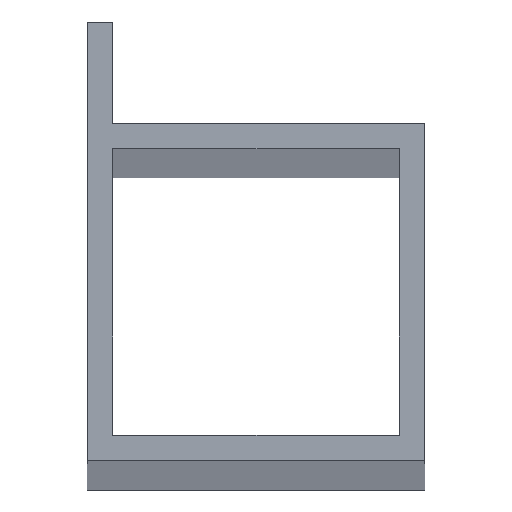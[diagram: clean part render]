
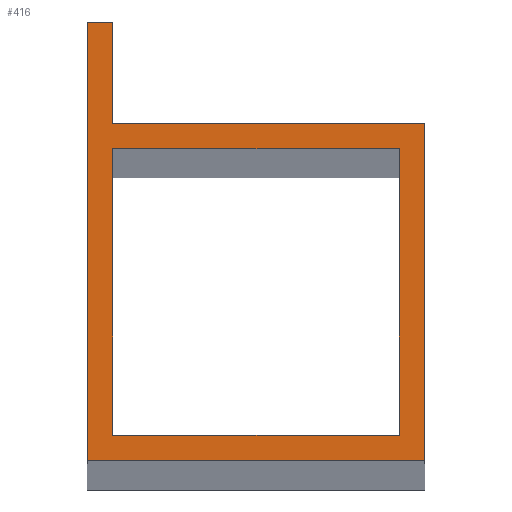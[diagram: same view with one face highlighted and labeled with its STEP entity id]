
A CAD part, top view. The second image highlights one B-rep face of the part: STEP entity #416.
In plain terms, the highlighted planar face has unit normal (0, 0, 1).
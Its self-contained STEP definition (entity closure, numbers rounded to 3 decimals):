
#6 = VECTOR ( 'NONE', #172, 1000. ) ;
#11 = VERTEX_POINT ( 'NONE', #354 ) ;
#12 = DIRECTION ( 'NONE',  ( 0., 1., 0. ) ) ;
#24 = EDGE_CURVE ( 'NONE', #11, #246, #254, .T. ) ;
#30 = ORIENTED_EDGE ( 'NONE', *, *, #35, .T. ) ;
#32 = VECTOR ( 'NONE', #389, 1000. ) ;
#35 = EDGE_CURVE ( 'NONE', #246, #369, #183, .T. ) ;
#41 = VERTEX_POINT ( 'NONE', #53 ) ;
#49 = VERTEX_POINT ( 'NONE', #120 ) ;
#51 = ORIENTED_EDGE ( 'NONE', *, *, #404, .F. ) ;
#53 = CARTESIAN_POINT ( 'NONE',  ( -10., -10., 500. ) ) ;
#56 = CARTESIAN_POINT ( 'NONE',  ( -8.5, -8.5, 500. ) ) ;
#66 = EDGE_CURVE ( 'NONE', #369, #169, #393, .T. ) ;
#67 = VECTOR ( 'NONE', #391, 1000. ) ;
#68 = EDGE_LOOP ( 'NONE', ( #345, #51, #311, #108 ) ) ;
#77 = VERTEX_POINT ( 'NONE', #56 ) ;
#78 = CARTESIAN_POINT ( 'NONE',  ( 10., -10., 500. ) ) ;
#87 = CARTESIAN_POINT ( 'NONE',  ( -10., 16., 500. ) ) ;
#102 = VECTOR ( 'NONE', #285, 1000. ) ;
#103 = VECTOR ( 'NONE', #177, 1000. ) ;
#107 = LINE ( 'NONE', #175, #67 ) ;
#108 = ORIENTED_EDGE ( 'NONE', *, *, #436, .F. ) ;
#115 = FACE_BOUND ( 'NONE', #68, .T. ) ;
#117 = ORIENTED_EDGE ( 'NONE', *, *, #66, .T. ) ;
#120 = CARTESIAN_POINT ( 'NONE',  ( -8.5, 8.5, 500. ) ) ;
#125 = EDGE_CURVE ( 'NONE', #169, #41, #196, .T. ) ;
#134 = CARTESIAN_POINT ( 'NONE',  ( -10., -10., 500. ) ) ;
#145 = LINE ( 'NONE', #315, #103 ) ;
#150 = CARTESIAN_POINT ( 'NONE',  ( -8.5, 10., 500. ) ) ;
#159 = VERTEX_POINT ( 'NONE', #200 ) ;
#167 = CARTESIAN_POINT ( 'NONE',  ( -8.5, 16., 500. ) ) ;
#169 = VERTEX_POINT ( 'NONE', #364 ) ;
#172 = DIRECTION ( 'NONE',  ( 0., 1., 0. ) ) ;
#173 = CARTESIAN_POINT ( 'NONE',  ( -8.5, 8.5, 500. ) ) ;
#175 = CARTESIAN_POINT ( 'NONE',  ( -8.5, -8.5, 500. ) ) ;
#177 = DIRECTION ( 'NONE',  ( 0., 1., 0. ) ) ;
#182 = VERTEX_POINT ( 'NONE', #228 ) ;
#183 = LINE ( 'NONE', #253, #408 ) ;
#187 = DIRECTION ( 'NONE',  ( 1., 0., 0. ) ) ;
#196 = LINE ( 'NONE', #424, #394 ) ;
#199 = ORIENTED_EDGE ( 'NONE', *, *, #340, .T. ) ;
#200 = CARTESIAN_POINT ( 'NONE',  ( 8.5, -8.5, 500. ) ) ;
#205 = ORIENTED_EDGE ( 'NONE', *, *, #313, .T. ) ;
#211 = DIRECTION ( 'NONE',  ( 1., 0., 0. ) ) ;
#220 = CARTESIAN_POINT ( 'NONE',  ( 0., 0., 500. ) ) ;
#228 = CARTESIAN_POINT ( 'NONE',  ( 8.5, 8.5, 500. ) ) ;
#239 = CARTESIAN_POINT ( 'NONE',  ( 10., -10., 500. ) ) ;
#246 = VERTEX_POINT ( 'NONE', #334 ) ;
#247 = DIRECTION ( 'NONE',  ( 0., 0., 1. ) ) ;
#253 = CARTESIAN_POINT ( 'NONE',  ( -8.5, 16., 500. ) ) ;
#254 = LINE ( 'NONE', #150, #102 ) ;
#266 = DIRECTION ( 'NONE',  ( 0., -1., 0. ) ) ;
#272 = LINE ( 'NONE', #134, #291 ) ;
#276 = VECTOR ( 'NONE', #406, 1000. ) ;
#279 = ORIENTED_EDGE ( 'NONE', *, *, #24, .T. ) ;
#284 = CARTESIAN_POINT ( 'NONE',  ( -8.5, -8.5, 500. ) ) ;
#285 = DIRECTION ( 'NONE',  ( -1., 0., 0. ) ) ;
#291 = VECTOR ( 'NONE', #211, 1000. ) ;
#308 = VECTOR ( 'NONE', #421, 1000. ) ;
#311 = ORIENTED_EDGE ( 'NONE', *, *, #384, .F. ) ;
#313 = EDGE_CURVE ( 'NONE', #333, #11, #375, .T. ) ;
#314 = ORIENTED_EDGE ( 'NONE', *, *, #125, .T. ) ;
#315 = CARTESIAN_POINT ( 'NONE',  ( 8.5, -8.5, 500. ) ) ;
#316 = EDGE_CURVE ( 'NONE', #182, #49, #412, .T. ) ;
#333 = VERTEX_POINT ( 'NONE', #239 ) ;
#334 = CARTESIAN_POINT ( 'NONE',  ( -8.5, 10., 500. ) ) ;
#340 = EDGE_CURVE ( 'NONE', #41, #333, #272, .T. ) ;
#345 = ORIENTED_EDGE ( 'NONE', *, *, #316, .F. ) ;
#353 = FACE_OUTER_BOUND ( 'NONE', #413, .T. ) ;
#354 = CARTESIAN_POINT ( 'NONE',  ( 10., 10., 500. ) ) ;
#364 = CARTESIAN_POINT ( 'NONE',  ( -10., 16., 500. ) ) ;
#369 = VERTEX_POINT ( 'NONE', #167 ) ;
#375 = LINE ( 'NONE', #78, #6 ) ;
#383 = LINE ( 'NONE', #284, #308 ) ;
#384 = EDGE_CURVE ( 'NONE', #77, #159, #107, .T. ) ;
#388 = PLANE ( 'NONE',  #439 ) ;
#389 = DIRECTION ( 'NONE',  ( -1., 0., 0. ) ) ;
#391 = DIRECTION ( 'NONE',  ( 1., 0., 0. ) ) ;
#393 = LINE ( 'NONE', #87, #32 ) ;
#394 = VECTOR ( 'NONE', #266, 1000. ) ;
#404 = EDGE_CURVE ( 'NONE', #159, #182, #145, .T. ) ;
#406 = DIRECTION ( 'NONE',  ( -1., 0., 0. ) ) ;
#408 = VECTOR ( 'NONE', #12, 1000. ) ;
#412 = LINE ( 'NONE', #173, #276 ) ;
#413 = EDGE_LOOP ( 'NONE', ( #279, #30, #117, #314, #199, #205 ) ) ;
#416 = ADVANCED_FACE ( 'NONE', ( #353, #115 ), #388, .T. ) ;
#421 = DIRECTION ( 'NONE',  ( 0., -1., 0. ) ) ;
#424 = CARTESIAN_POINT ( 'NONE',  ( -10., 10., 500. ) ) ;
#436 = EDGE_CURVE ( 'NONE', #49, #77, #383, .T. ) ;
#439 = AXIS2_PLACEMENT_3D ( 'NONE', #220, #247, #187 ) ;
